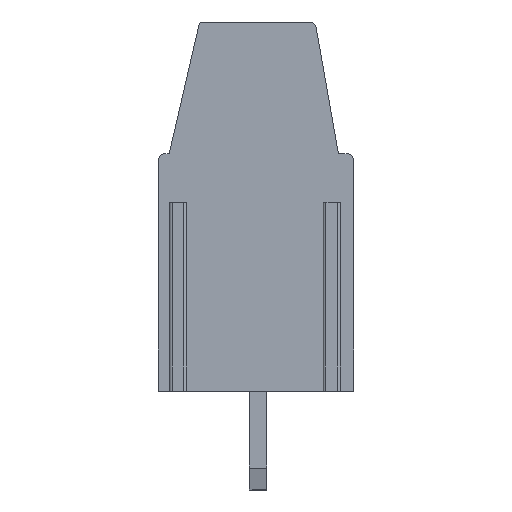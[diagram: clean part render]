
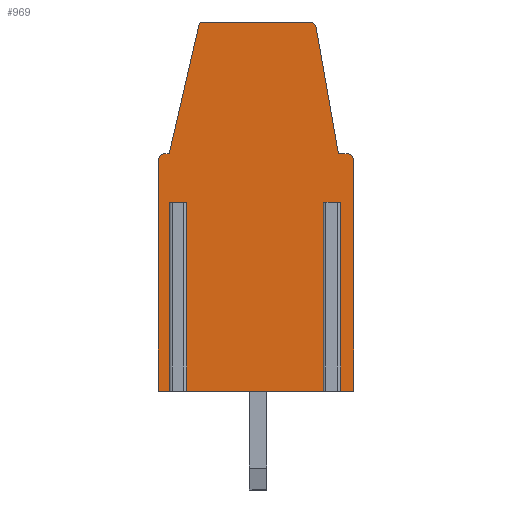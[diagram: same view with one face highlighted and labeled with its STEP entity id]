
A CAD part, left-side view. The second image highlights one B-rep face of the part: STEP entity #969.
In plain terms, the highlighted planar face has unit normal (-1, 0, 0).
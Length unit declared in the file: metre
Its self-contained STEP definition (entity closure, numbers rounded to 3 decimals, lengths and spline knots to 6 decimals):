
#969=ADVANCED_FACE('',(#2535),#2536,.T.);
#1131=EDGE_CURVE('',#2792,#2789,#2793,.T.);
#1171=EDGE_CURVE('',#2850,#2792,#2851,.T.);
#1291=EDGE_CURVE('',#3025,#3028,#3029,.T.);
#1333=EDGE_CURVE('',#3088,#3089,#3090,.T.);
#1351=EDGE_CURVE('',#3025,#3112,#3115,.T.);
#1467=EDGE_CURVE('',#2789,#3276,#3279,.T.);
#1505=EDGE_CURVE('',#3332,#3028,#3333,.T.);
#1517=EDGE_CURVE('',#3089,#3346,#3349,.T.);
#1527=EDGE_CURVE('',#3361,#3358,#3362,.T.);
#1649=EDGE_CURVE('',#3332,#3528,#3529,.T.);
#1843=EDGE_CURVE('',#3112,#3789,#3792,.T.);
#1849=EDGE_CURVE('',#3801,#3798,#3802,.T.);
#1907=EDGE_CURVE('',#3878,#2850,#3879,.T.);
#1939=EDGE_CURVE('',#3276,#3801,#3917,.T.);
#1941=EDGE_CURVE('',#3919,#3528,#3920,.T.);
#1995=EDGE_CURVE('',#3346,#3919,#3984,.T.);
#1997=EDGE_CURVE('',#3986,#3358,#3987,.T.);
#1999=EDGE_CURVE('',#3986,#3088,#3989,.T.);
#2001=EDGE_CURVE('',#3789,#3878,#3991,.T.);
#2003=EDGE_CURVE('',#3798,#3361,#3993,.T.);
#2535=FACE_OUTER_BOUND('',#4531,.T.);
#2536=PLANE('',#4532);
#2789=VERTEX_POINT('',#4787);
#2792=VERTEX_POINT('',#4792);
#2793=CIRCLE('',#4793,0.0002);
#2850=VERTEX_POINT('',#4888);
#2851=LINE('',#4889,#4890);
#3025=VERTEX_POINT('',#5179);
#3028=VERTEX_POINT('',#5184);
#3029=LINE('',#5185,#5186);
#3088=VERTEX_POINT('',#5282);
#3089=VERTEX_POINT('',#5283);
#3090=LINE('',#5284,#5285);
#3112=VERTEX_POINT('',#5319);
#3115=CIRCLE('',#5324,0.0003);
#3276=VERTEX_POINT('',#5583);
#3279=LINE('',#5588,#5589);
#3332=VERTEX_POINT('',#5677);
#3333=LINE('',#5678,#5679);
#3346=VERTEX_POINT('',#5699);
#3349=LINE('',#5703,#5704);
#3358=VERTEX_POINT('',#5720);
#3361=VERTEX_POINT('',#5724);
#3362=LINE('',#5725,#5726);
#3528=VERTEX_POINT('',#6019);
#3529=LINE('',#6020,#6021);
#3789=VERTEX_POINT('',#6466);
#3792=LINE('',#6471,#6472);
#3798=VERTEX_POINT('',#6480);
#3801=VERTEX_POINT('',#6485);
#3802=CIRCLE('',#6486,0.0003);
#3878=VERTEX_POINT('',#6611);
#3879=CIRCLE('',#6612,0.0003);
#3917=LINE('',#6681,#6682);
#3919=VERTEX_POINT('',#6685);
#3920=LINE('',#6686,#6687);
#3984=LINE('',#6798,#6799);
#3986=VERTEX_POINT('',#6802);
#3987=LINE('',#6803,#6804);
#3989=LINE('',#6807,#6808);
#3991=LINE('',#6811,#6812);
#3993=LINE('',#6815,#6816);
#4531=EDGE_LOOP('',(#8201,#8202,#8203,#8204,#8205,#8206,#8207,#8208,#8209,#8210,#8211,#8212,#8213,#8214,#8215,#8216,#8217,#8218,#8219,#8220));
#4532=AXIS2_PLACEMENT_3D('',#8221,#8222,#8223);
#4787=CARTESIAN_POINT('',(0.214737,0.039199,0.016645));
#4792=CARTESIAN_POINT('',(0.214737,0.039004,0.0168));
#4793=AXIS2_PLACEMENT_3D('',#8922,#8923,#8924);
#4888=CARTESIAN_POINT('',(0.214737,0.034158,0.0168));
#4889=CARTESIAN_POINT('',(0.214737,0.039004,0.0168));
#4890=VECTOR('',#8955,1.0);
#5179=CARTESIAN_POINT('',(0.214737,0.032148,0.0105));
#5184=CARTESIAN_POINT('',(0.214737,0.032148,0.));
#5185=CARTESIAN_POINT('',(0.214737,0.032148,0.0051));
#5186=VECTOR('',#9019,1.0);
#5282=CARTESIAN_POINT('',(0.214737,0.039818,0.0086));
#5283=CARTESIAN_POINT('',(0.214737,0.039818,0.));
#5284=CARTESIAN_POINT('',(0.214737,0.039818,0.));
#5285=VECTOR('',#9048,1.0);
#5319=CARTESIAN_POINT('',(0.214737,0.032448,0.0108));
#5324=AXIS2_PLACEMENT_3D('',#9063,#9064,#9065);
#5583=CARTESIAN_POINT('',(0.214737,0.040548,0.0108));
#5588=CARTESIAN_POINT('',(0.214737,0.040548,0.0108));
#5589=VECTOR('',#9153,1.0);
#5677=CARTESIAN_POINT('',(0.214737,0.032818,0.));
#5678=CARTESIAN_POINT('',(0.214737,0.032133,0.));
#5679=VECTOR('',#9176,1.0);
#5699=CARTESIAN_POINT('',(0.214737,0.033478,0.));
#5703=CARTESIAN_POINT('',(0.214737,0.032133,0.));
#5704=VECTOR('',#9188,1.0);
#5720=CARTESIAN_POINT('',(0.214737,0.040478,0.));
#5724=CARTESIAN_POINT('',(0.214737,0.041048,0.));
#5725=CARTESIAN_POINT('',(0.214737,0.032133,0.));
#5726=VECTOR('',#9195,1.0);
#6019=CARTESIAN_POINT('',(0.214737,0.032818,0.0086));
#6020=CARTESIAN_POINT('',(0.214737,0.032818,0.));
#6021=VECTOR('',#9290,1.0);
#6466=CARTESIAN_POINT('',(0.214737,0.032848,0.0108));
#6471=CARTESIAN_POINT('',(0.214737,0.032848,0.0108));
#6472=VECTOR('',#9399,1.0);
#6480=CARTESIAN_POINT('',(0.214737,0.041048,0.0105));
#6485=CARTESIAN_POINT('',(0.214737,0.040748,0.0108));
#6486=AXIS2_PLACEMENT_3D('',#9404,#9405,#9406);
#6611=CARTESIAN_POINT('',(0.214737,0.033863,0.016552));
#6612=AXIS2_PLACEMENT_3D('',#9451,#9452,#9453);
#6681=CARTESIAN_POINT('',(0.214737,0.040748,0.0108));
#6682=VECTOR('',#9469,1.0);
#6685=CARTESIAN_POINT('',(0.214737,0.033478,0.0086));
#6686=CARTESIAN_POINT('',(0.214737,0.032818,0.0086));
#6687=VECTOR('',#9470,1.0);
#6798=CARTESIAN_POINT('',(0.214737,0.033478,0.));
#6799=VECTOR('',#9509,1.0);
#6802=CARTESIAN_POINT('',(0.214737,0.040478,0.0086));
#6803=CARTESIAN_POINT('',(0.214737,0.040478,0.));
#6804=VECTOR('',#9510,1.0);
#6807=CARTESIAN_POINT('',(0.214737,0.039818,0.0086));
#6808=VECTOR('',#9511,1.0);
#6811=CARTESIAN_POINT('',(0.214737,0.033863,0.016552));
#6812=VECTOR('',#9512,1.0);
#6815=CARTESIAN_POINT('',(0.214737,0.041048,0.));
#6816=VECTOR('',#9513,1.0);
#8201=ORIENTED_EDGE('',*,*,#1997,.F.);
#8202=ORIENTED_EDGE('',*,*,#1999,.T.);
#8203=ORIENTED_EDGE('',*,*,#1333,.T.);
#8204=ORIENTED_EDGE('',*,*,#1517,.T.);
#8205=ORIENTED_EDGE('',*,*,#1995,.T.);
#8206=ORIENTED_EDGE('',*,*,#1941,.T.);
#8207=ORIENTED_EDGE('',*,*,#1649,.F.);
#8208=ORIENTED_EDGE('',*,*,#1505,.T.);
#8209=ORIENTED_EDGE('',*,*,#1291,.F.);
#8210=ORIENTED_EDGE('',*,*,#1351,.T.);
#8211=ORIENTED_EDGE('',*,*,#1843,.T.);
#8212=ORIENTED_EDGE('',*,*,#2001,.T.);
#8213=ORIENTED_EDGE('',*,*,#1907,.T.);
#8214=ORIENTED_EDGE('',*,*,#1171,.T.);
#8215=ORIENTED_EDGE('',*,*,#1131,.T.);
#8216=ORIENTED_EDGE('',*,*,#1467,.T.);
#8217=ORIENTED_EDGE('',*,*,#1939,.T.);
#8218=ORIENTED_EDGE('',*,*,#1849,.T.);
#8219=ORIENTED_EDGE('',*,*,#2003,.T.);
#8220=ORIENTED_EDGE('',*,*,#1527,.T.);
#8221=CARTESIAN_POINT('',(0.214737,0.039598,0.));
#8222=DIRECTION('',(-1.0,0.,0.));
#8223=DIRECTION('',(0.,1.0,0.0));
#8922=CARTESIAN_POINT('',(0.214737,0.039004,0.0166));
#8923=DIRECTION('',(-1.0,0.,0.));
#8924=DIRECTION('',(0.,0.0,1.0));
#8955=DIRECTION('',(0.,1.0,0.));
#9019=DIRECTION('',(0.,0.,-1.0));
#9048=DIRECTION('',(0.,0.,-1.0));
#9063=CARTESIAN_POINT('',(0.214737,0.032448,0.0105));
#9064=DIRECTION('',(-1.0,0.,0.));
#9065=DIRECTION('',(0.,0.,1.0));
#9153=DIRECTION('',(0.,0.225,-0.974));
#9176=DIRECTION('',(0.,-1.0,0.));
#9188=DIRECTION('',(0.,-1.0,0.));
#9195=DIRECTION('',(0.,-1.0,0.));
#9290=DIRECTION('',(0.,0.,1.0));
#9399=DIRECTION('',(0.,1.0,0.));
#9404=CARTESIAN_POINT('',(0.214737,0.040748,0.0105));
#9405=DIRECTION('',(-1.0,0.,0.));
#9406=DIRECTION('',(0.,0.,1.0));
#9451=CARTESIAN_POINT('',(0.214737,0.034158,0.0165));
#9452=DIRECTION('',(-1.0,0.,0.));
#9453=DIRECTION('',(0.,0.,1.0));
#9469=DIRECTION('',(0.,1.0,0.));
#9470=DIRECTION('',(0.,-1.0,0.));
#9509=DIRECTION('',(0.,0.,1.0));
#9510=DIRECTION('',(0.,0.,-1.0));
#9511=DIRECTION('',(0.,-1.0,0.));
#9512=DIRECTION('',(0.,0.174,0.985));
#9513=DIRECTION('',(0.,0.,-1.0));
